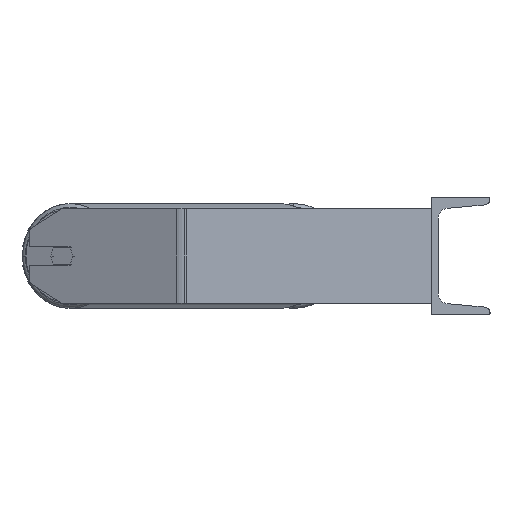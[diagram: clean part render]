
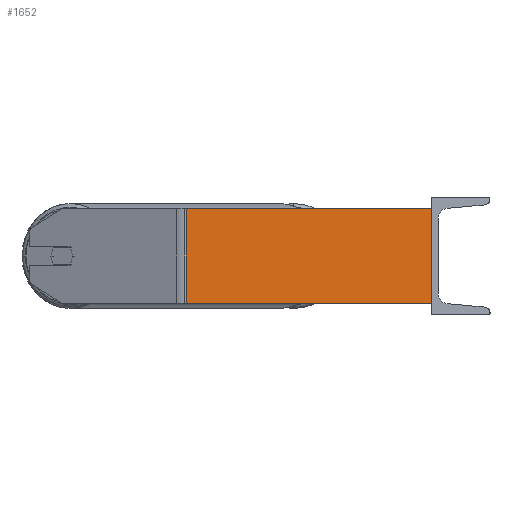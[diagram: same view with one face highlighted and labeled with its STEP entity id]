
A CAD part, left-side view. The second image highlights one B-rep face of the part: STEP entity #1652.
In plain terms, the highlighted planar face has unit normal (-0.996, -0.087, 0).
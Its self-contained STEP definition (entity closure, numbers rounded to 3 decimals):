
#55 = CARTESIAN_POINT ( 'NONE',  ( -685., 0., 40. ) ) ;
#304 = VERTEX_POINT ( 'NONE', #2430 ) ;
#701 = LINE ( 'NONE', #55, #1303 ) ;
#1033 = VECTOR ( 'NONE', #7621, 1000. ) ;
#1259 = DIRECTION ( 'NONE',  ( -0.087, 0.996, 0. ) ) ;
#1303 = VECTOR ( 'NONE', #3558, 1000. ) ;
#1382 = CARTESIAN_POINT ( 'NONE',  ( -685., 0., 40. ) ) ;
#1648 = LINE ( 'NONE', #3211, #3644 ) ;
#1652 = ADVANCED_FACE ( 'NONE', ( #8241 ), #2787, .F. ) ;
#2027 = AXIS2_PLACEMENT_3D ( 'NONE', #4128, #8974, #1259 ) ;
#2430 = CARTESIAN_POINT ( 'NONE',  ( -703.164, 207.62, -40. ) ) ;
#2631 = VERTEX_POINT ( 'NONE', #1382 ) ;
#2678 = ORIENTED_EDGE ( 'NONE', *, *, #6181, .F. ) ;
#2787 = PLANE ( 'NONE',  #2027 ) ;
#3055 = EDGE_CURVE ( 'NONE', #5460, #2631, #5306, .T. ) ;
#3066 = ORIENTED_EDGE ( 'NONE', *, *, #3055, .F. ) ;
#3211 = CARTESIAN_POINT ( 'NONE',  ( -703.538, 211.891, -40. ) ) ;
#3379 = EDGE_CURVE ( 'NONE', #304, #8328, #1648, .T. ) ;
#3558 = DIRECTION ( 'NONE',  ( 0., 0., -1. ) ) ;
#3644 = VECTOR ( 'NONE', #6024, 1000. ) ;
#4128 = CARTESIAN_POINT ( 'NONE',  ( -703.538, 211.891, 40. ) ) ;
#4158 = LINE ( 'NONE', #4803, #1033 ) ;
#4791 = CARTESIAN_POINT ( 'NONE',  ( -703.164, 207.62, 40. ) ) ;
#4803 = CARTESIAN_POINT ( 'NONE',  ( -703.164, 207.62, 40. ) ) ;
#5306 = LINE ( 'NONE', #8124, #7620 ) ;
#5460 = VERTEX_POINT ( 'NONE', #4791 ) ;
#6024 = DIRECTION ( 'NONE',  ( 0.087, -0.996, 0. ) ) ;
#6181 = EDGE_CURVE ( 'NONE', #2631, #8328, #701, .T. ) ;
#6532 = ORIENTED_EDGE ( 'NONE', *, *, #3379, .T. ) ;
#6724 = EDGE_LOOP ( 'NONE', ( #6532, #2678, #3066, #7159 ) ) ;
#6825 = EDGE_CURVE ( 'NONE', #5460, #304, #4158, .T. ) ;
#7159 = ORIENTED_EDGE ( 'NONE', *, *, #6825, .T. ) ;
#7620 = VECTOR ( 'NONE', #8073, 1000. ) ;
#7621 = DIRECTION ( 'NONE',  ( 0., 0., -1. ) ) ;
#8002 = CARTESIAN_POINT ( 'NONE',  ( -685., 0., -40. ) ) ;
#8073 = DIRECTION ( 'NONE',  ( 0.087, -0.996, 0. ) ) ;
#8124 = CARTESIAN_POINT ( 'NONE',  ( -703.538, 211.891, 40. ) ) ;
#8241 = FACE_OUTER_BOUND ( 'NONE', #6724, .T. ) ;
#8328 = VERTEX_POINT ( 'NONE', #8002 ) ;
#8974 = DIRECTION ( 'NONE',  ( 0.996, 0.087, 0. ) ) ;
